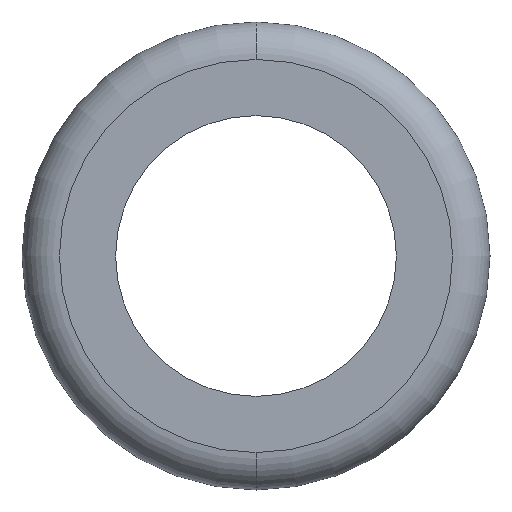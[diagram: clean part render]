
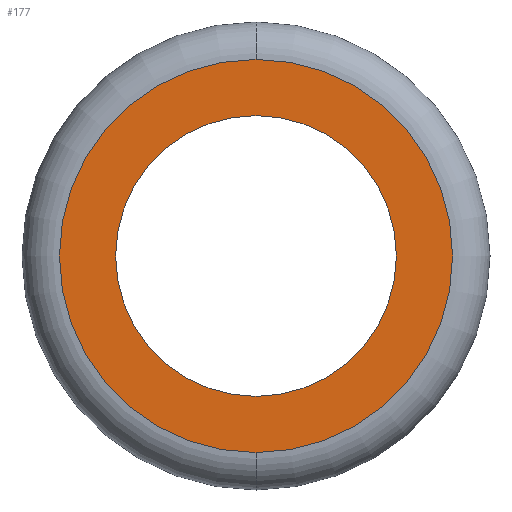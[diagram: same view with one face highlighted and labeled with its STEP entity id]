
A CAD part, front view. The second image highlights one B-rep face of the part: STEP entity #177.
In plain terms, the highlighted planar face has unit normal (0, -1, 0).
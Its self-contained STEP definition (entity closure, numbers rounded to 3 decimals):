
#148 = ORIENTED_EDGE ( 'NONE', *, *, #149, .F. ) ;
#149 = EDGE_CURVE ( 'NONE', #189, #186, #458, .T. ) ;
#150 = ORIENTED_EDGE ( 'NONE', *, *, #188, .F. ) ;
#151 = EDGE_LOOP ( 'NONE', ( #148, #150 ) ) ;
#152 = EDGE_CURVE ( 'NONE', #235, #234, #429, .T. ) ;
#158 = ORIENTED_EDGE ( 'NONE', *, *, #152, .T. ) ;
#159 = ORIENTED_EDGE ( 'NONE', *, *, #233, .T. ) ;
#177 = ADVANCED_FACE ( 'NONE', ( #385, #379 ), #378, .F. ) ;
#178 = EDGE_LOOP ( 'NONE', ( #158, #159 ) ) ;
#186 = VERTEX_POINT ( 'NONE', #354 ) ;
#188 = EDGE_CURVE ( 'NONE', #186, #189, #353, .T. ) ;
#189 = VERTEX_POINT ( 'NONE', #348 ) ;
#233 = EDGE_CURVE ( 'NONE', #234, #235, #268, .T. ) ;
#234 = VERTEX_POINT ( 'NONE', #264 ) ;
#235 = VERTEX_POINT ( 'NONE', #263 ) ;
#263 = CARTESIAN_POINT ( 'NONE',  ( 0., 0., 6.3 ) ) ;
#264 = CARTESIAN_POINT ( 'NONE',  ( 0., 0., -6.3 ) ) ;
#265 = DIRECTION ( 'NONE',  ( 0., 0., 1. ) ) ;
#266 = DIRECTION ( 'NONE',  ( 0., -1., 0. ) ) ;
#267 = AXIS2_PLACEMENT_3D ( 'NONE', #274, #266, #265 ) ;
#268 = CIRCLE ( 'NONE', #267, 6.3 ) ;
#274 = CARTESIAN_POINT ( 'NONE',  ( 0., 0., 0. ) ) ;
#348 = CARTESIAN_POINT ( 'NONE',  ( 0., 0., -4.5 ) ) ;
#349 = DIRECTION ( 'NONE',  ( 0., 0., -1. ) ) ;
#350 = DIRECTION ( 'NONE',  ( 0., -1., 0. ) ) ;
#351 = CARTESIAN_POINT ( 'NONE',  ( 0., 0., 0. ) ) ;
#352 = AXIS2_PLACEMENT_3D ( 'NONE', #351, #350, #349 ) ;
#353 = CIRCLE ( 'NONE', #352, 4.5 ) ;
#354 = CARTESIAN_POINT ( 'NONE',  ( 0., 0., 4.5 ) ) ;
#374 = DIRECTION ( 'NONE',  ( 0., 0., 1. ) ) ;
#375 = DIRECTION ( 'NONE',  ( 0., 1., 0. ) ) ;
#376 = CARTESIAN_POINT ( 'NONE',  ( -4.5, 0., 0. ) ) ;
#377 = AXIS2_PLACEMENT_3D ( 'NONE', #376, #375, #374 ) ;
#378 = PLANE ( 'NONE',  #377 ) ;
#379 = FACE_BOUND ( 'NONE', #151, .T. ) ;
#385 = FACE_OUTER_BOUND ( 'NONE', #178, .T. ) ;
#425 = DIRECTION ( 'NONE',  ( 0., 0., 1. ) ) ;
#426 = DIRECTION ( 'NONE',  ( 0., -1., 0. ) ) ;
#427 = CARTESIAN_POINT ( 'NONE',  ( 0., 0., 0. ) ) ;
#428 = AXIS2_PLACEMENT_3D ( 'NONE', #427, #426, #425 ) ;
#429 = CIRCLE ( 'NONE', #428, 6.3 ) ;
#430 = DIRECTION ( 'NONE',  ( 0., 0., -1. ) ) ;
#431 = DIRECTION ( 'NONE',  ( 0., -1., 0. ) ) ;
#432 = CARTESIAN_POINT ( 'NONE',  ( 0., 0., 0. ) ) ;
#433 = AXIS2_PLACEMENT_3D ( 'NONE', #432, #431, #430 ) ;
#458 = CIRCLE ( 'NONE', #433, 4.5 ) ;
